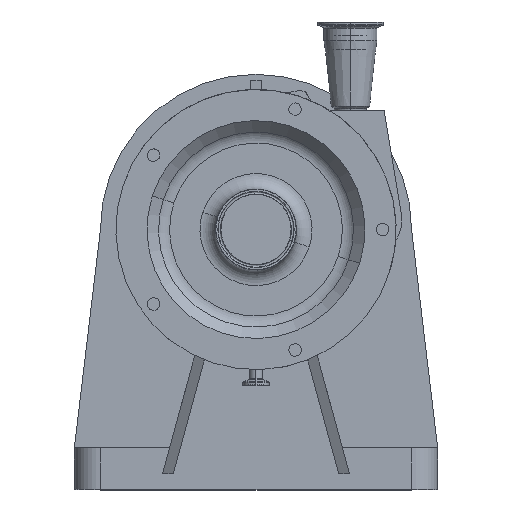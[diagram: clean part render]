
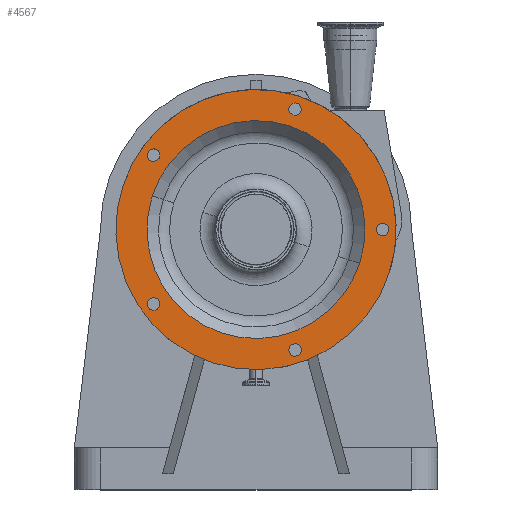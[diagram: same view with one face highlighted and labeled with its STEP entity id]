
A CAD part, top view. The second image highlights one B-rep face of the part: STEP entity #4567.
In plain terms, the highlighted planar face has unit normal (0, 0, 1).
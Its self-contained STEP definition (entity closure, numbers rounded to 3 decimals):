
#8 = EDGE_CURVE ( 'NONE', #4232, #4229, #191, .T. ) ;
#12 = EDGE_CURVE ( 'NONE', #4300, #4261, #227, .T. ) ;
#90 = EDGE_CURVE ( 'NONE', #4239, #4220, #411, .T. ) ;
#130 = EDGE_CURVE ( 'NONE', #4351, #4411, #317, .T. ) ;
#147 = EDGE_CURVE ( 'NONE', #4325, #4352, #293, .T. ) ;
#187 = AXIS2_PLACEMENT_3D ( 'NONE', #235, #189, #188 ) ;
#188 = DIRECTION ( 'NONE',  ( 0., -1., 0. ) ) ;
#189 = DIRECTION ( 'NONE',  ( 0., 0., 1. ) ) ;
#191 = CIRCLE ( 'NONE', #187, 6. ) ;
#195 = CARTESIAN_POINT ( 'NONE',  ( 37.7, -116.029, 284. ) ) ;
#210 = DIRECTION ( 'NONE',  ( 0., 0., 1. ) ) ;
#216 = DIRECTION ( 'NONE',  ( -0.951, -0.309, 0. ) ) ;
#217 = AXIS2_PLACEMENT_3D ( 'NONE', #195, #210, #216 ) ;
#227 = CIRCLE ( 'NONE', #217, 6. ) ;
#235 = CARTESIAN_POINT ( 'NONE',  ( 122., 0., 284. ) ) ;
#273 = DIRECTION ( 'NONE',  ( 0.951, -0.309, 0. ) ) ;
#277 = CARTESIAN_POINT ( 'NONE',  ( 37.7, 116.029, 284. ) ) ;
#279 = DIRECTION ( 'NONE',  ( 0., 0., 1. ) ) ;
#293 = CIRCLE ( 'NONE', #298, 6. ) ;
#298 = AXIS2_PLACEMENT_3D ( 'NONE', #277, #279, #273 ) ;
#308 = DIRECTION ( 'NONE',  ( 0.588, 0.809, 0. ) ) ;
#309 = DIRECTION ( 'NONE',  ( 0., 0., 1. ) ) ;
#310 = CARTESIAN_POINT ( 'NONE',  ( -98.7, 71.71, 284. ) ) ;
#311 = AXIS2_PLACEMENT_3D ( 'NONE', #310, #309, #308 ) ;
#317 = CIRCLE ( 'NONE', #311, 6. ) ;
#401 = DIRECTION ( 'NONE',  ( 0.951, -0.309, 0. ) ) ;
#402 = AXIS2_PLACEMENT_3D ( 'NONE', #407, #409, #401 ) ;
#407 = CARTESIAN_POINT ( 'NONE',  ( 0., 0., 284. ) ) ;
#409 = DIRECTION ( 'NONE',  ( 0., 0., 1. ) ) ;
#411 = CIRCLE ( 'NONE', #402, 105. ) ;
#444 = DIRECTION ( 'NONE',  ( 0., -1., 0. ) ) ;
#445 = DIRECTION ( 'NONE',  ( 0., 0., 1. ) ) ;
#446 = CARTESIAN_POINT ( 'NONE',  ( 122., 0., 284. ) ) ;
#447 = AXIS2_PLACEMENT_3D ( 'NONE', #446, #445, #444 ) ;
#450 = CIRCLE ( 'NONE', #447, 6. ) ;
#549 = CARTESIAN_POINT ( 'NONE',  ( 34.173, -111.175, 284. ) ) ;
#618 = CARTESIAN_POINT ( 'NONE',  ( -99.861, 32.447, 284. ) ) ;
#624 = DIRECTION ( 'NONE',  ( 0.951, -0.309, 0. ) ) ;
#625 = DIRECTION ( 'NONE',  ( 0., 0., 1. ) ) ;
#626 = CARTESIAN_POINT ( 'NONE',  ( 0., 0., 284. ) ) ;
#627 = AXIS2_PLACEMENT_3D ( 'NONE', #626, #625, #624 ) ;
#629 = CIRCLE ( 'NONE', #627, 105. ) ;
#642 = CARTESIAN_POINT ( 'NONE',  ( 99.861, -32.447, 284. ) ) ;
#649 = CARTESIAN_POINT ( 'NONE',  ( 127.706, 1.854, 284. ) ) ;
#655 = CARTESIAN_POINT ( 'NONE',  ( 116.294, -1.854, 284. ) ) ;
#694 = CARTESIAN_POINT ( 'NONE',  ( -95.173, -66.856, 284. ) ) ;
#723 = CARTESIAN_POINT ( 'NONE',  ( -128.393, 41.717, 284. ) ) ;
#727 = CARTESIAN_POINT ( 'NONE',  ( 41.227, -120.883, 284. ) ) ;
#733 = CIRCLE ( 'NONE', #857, 6. ) ;
#760 = CARTESIAN_POINT ( 'NONE',  ( 128.393, -41.717, 284. ) ) ;
#761 = DIRECTION ( 'NONE',  ( 0.951, -0.309, 0. ) ) ;
#762 = DIRECTION ( 'NONE',  ( 0., 0., 1. ) ) ;
#763 = CARTESIAN_POINT ( 'NONE',  ( 0., 0., 284. ) ) ;
#764 = AXIS2_PLACEMENT_3D ( 'NONE', #763, #762, #761 ) ;
#765 = CIRCLE ( 'NONE', #764, 135. ) ;
#783 = CARTESIAN_POINT ( 'NONE',  ( 37.7, 110.029, 284. ) ) ;
#787 = DIRECTION ( 'NONE',  ( -0.588, 0.809, 0. ) ) ;
#788 = DIRECTION ( 'NONE',  ( 0., 0., 1. ) ) ;
#789 = CARTESIAN_POINT ( 'NONE',  ( -104.406, 73.564, 284. ) ) ;
#791 = DIRECTION ( 'NONE',  ( -0.951, -0.309, 0. ) ) ;
#793 = CARTESIAN_POINT ( 'NONE',  ( -98.7, -71.71, 284. ) ) ;
#829 = CARTESIAN_POINT ( 'NONE',  ( -98.7, 71.71, 284. ) ) ;
#841 = CIRCLE ( 'NONE', #844, 6. ) ;
#844 = AXIS2_PLACEMENT_3D ( 'NONE', #793, #788, #787 ) ;
#845 = DIRECTION ( 'NONE',  ( 0., 0., 1. ) ) ;
#849 = CARTESIAN_POINT ( 'NONE',  ( 37.7, -116.029, 284. ) ) ;
#857 = AXIS2_PLACEMENT_3D ( 'NONE', #849, #845, #791 ) ;
#875 = CARTESIAN_POINT ( 'NONE',  ( -102.227, -76.564, 284. ) ) ;
#877 = DIRECTION ( 'NONE',  ( 0.588, 0.809, 0. ) ) ;
#878 = DIRECTION ( 'NONE',  ( 0., 0., 1. ) ) ;
#888 = AXIS2_PLACEMENT_3D ( 'NONE', #829, #878, #877 ) ;
#889 = CIRCLE ( 'NONE', #888, 6. ) ;
#899 = DIRECTION ( 'NONE',  ( 0.951, -0.309, 0. ) ) ;
#900 = DIRECTION ( 'NONE',  ( 0., 0., 1. ) ) ;
#901 = CARTESIAN_POINT ( 'NONE',  ( 37.7, 116.029, 284. ) ) ;
#902 = AXIS2_PLACEMENT_3D ( 'NONE', #901, #900, #899 ) ;
#903 = CIRCLE ( 'NONE', #902, 6. ) ;
#912 = CARTESIAN_POINT ( 'NONE',  ( 37.7, 122.029, 284. ) ) ;
#1041 = FACE_BOUND ( 'NONE', #4598, .T. ) ;
#1045 = FACE_BOUND ( 'NONE', #4570, .T. ) ;
#1048 = FACE_BOUND ( 'NONE', #4605, .T. ) ;
#1053 = FACE_OUTER_BOUND ( 'NONE', #4572, .T. ) ;
#1064 = FACE_BOUND ( 'NONE', #4631, .T. ) ;
#1073 = PLANE ( 'NONE',  #1086 ) ;
#1079 = DIRECTION ( 'NONE',  ( -0.951, 0.309, 0. ) ) ;
#1080 = DIRECTION ( 'NONE',  ( 0., 0., -1. ) ) ;
#1084 = CARTESIAN_POINT ( 'NONE',  ( 12.052, 37.091, 284. ) ) ;
#1086 = AXIS2_PLACEMENT_3D ( 'NONE', #1084, #1080, #1079 ) ;
#1208 = FACE_BOUND ( 'NONE', #4576, .T. ) ;
#1223 = FACE_BOUND ( 'NONE', #4568, .T. ) ;
#1290 = AXIS2_PLACEMENT_3D ( 'NONE', #1348, #1347, #1346 ) ;
#1302 = CIRCLE ( 'NONE', #1290, 135. ) ;
#1346 = DIRECTION ( 'NONE',  ( 0.951, -0.309, 0. ) ) ;
#1347 = DIRECTION ( 'NONE',  ( 0., 0., 1. ) ) ;
#1348 = CARTESIAN_POINT ( 'NONE',  ( 0., 0., 284. ) ) ;
#1402 = CARTESIAN_POINT ( 'NONE',  ( -92.994, 69.856, 284. ) ) ;
#4203 = EDGE_CURVE ( 'NONE', #4229, #4232, #450, .T. ) ;
#4220 = VERTEX_POINT ( 'NONE', #618 ) ;
#4229 = VERTEX_POINT ( 'NONE', #655 ) ;
#4232 = VERTEX_POINT ( 'NONE', #649 ) ;
#4239 = VERTEX_POINT ( 'NONE', #642 ) ;
#4240 = EDGE_CURVE ( 'NONE', #4220, #4239, #629, .T. ) ;
#4261 = VERTEX_POINT ( 'NONE', #549 ) ;
#4300 = VERTEX_POINT ( 'NONE', #727 ) ;
#4305 = EDGE_CURVE ( 'NONE', #4307, #4308, #765, .T. ) ;
#4307 = VERTEX_POINT ( 'NONE', #760 ) ;
#4308 = VERTEX_POINT ( 'NONE', #723 ) ;
#4325 = VERTEX_POINT ( 'NONE', #912 ) ;
#4327 = VERTEX_POINT ( 'NONE', #694 ) ;
#4330 = EDGE_CURVE ( 'NONE', #4352, #4325, #903, .T. ) ;
#4346 = EDGE_CURVE ( 'NONE', #4261, #4300, #733, .T. ) ;
#4347 = EDGE_CURVE ( 'NONE', #4327, #4369, #841, .T. ) ;
#4351 = VERTEX_POINT ( 'NONE', #789 ) ;
#4352 = VERTEX_POINT ( 'NONE', #783 ) ;
#4366 = EDGE_CURVE ( 'NONE', #4411, #4351, #889, .T. ) ;
#4369 = VERTEX_POINT ( 'NONE', #875 ) ;
#4411 = VERTEX_POINT ( 'NONE', #1402 ) ;
#4566 = ORIENTED_EDGE ( 'NONE', *, *, #4346, .F. ) ;
#4567 = ADVANCED_FACE ( 'NONE', ( #1223, #1208, #1041, #1045, #1048, #1053, #1064 ), #1073, .F. ) ;
#4568 = EDGE_LOOP ( 'NONE', ( #4596, #4595 ) ) ;
#4570 = EDGE_LOOP ( 'NONE', ( #4571, #4602 ) ) ;
#4571 = ORIENTED_EDGE ( 'NONE', *, *, #130, .F. ) ;
#4572 = EDGE_LOOP ( 'NONE', ( #4592, #4632 ) ) ;
#4574 = ORIENTED_EDGE ( 'NONE', *, *, #8137, .F. ) ;
#4576 = EDGE_LOOP ( 'NONE', ( #4585, #4566 ) ) ;
#4585 = ORIENTED_EDGE ( 'NONE', *, *, #12, .F. ) ;
#4591 = ORIENTED_EDGE ( 'NONE', *, *, #90, .F. ) ;
#4592 = ORIENTED_EDGE ( 'NONE', *, *, #4305, .T. ) ;
#4594 = ORIENTED_EDGE ( 'NONE', *, *, #4330, .F. ) ;
#4595 = ORIENTED_EDGE ( 'NONE', *, *, #4203, .F. ) ;
#4596 = ORIENTED_EDGE ( 'NONE', *, *, #8, .F. ) ;
#4598 = EDGE_LOOP ( 'NONE', ( #4574, #4603 ) ) ;
#4602 = ORIENTED_EDGE ( 'NONE', *, *, #4366, .F. ) ;
#4603 = ORIENTED_EDGE ( 'NONE', *, *, #4347, .F. ) ;
#4604 = ORIENTED_EDGE ( 'NONE', *, *, #147, .F. ) ;
#4605 = EDGE_LOOP ( 'NONE', ( #4604, #4594 ) ) ;
#4621 = EDGE_CURVE ( 'NONE', #4308, #4307, #1302, .T. ) ;
#4628 = ORIENTED_EDGE ( 'NONE', *, *, #4240, .F. ) ;
#4631 = EDGE_LOOP ( 'NONE', ( #4591, #4628 ) ) ;
#4632 = ORIENTED_EDGE ( 'NONE', *, *, #4621, .T. ) ;
#5513 = CIRCLE ( 'NONE', #5517, 6. ) ;
#5514 = DIRECTION ( 'NONE',  ( -0.588, 0.809, 0. ) ) ;
#5515 = DIRECTION ( 'NONE',  ( 0., 0., 1. ) ) ;
#5516 = CARTESIAN_POINT ( 'NONE',  ( -98.7, -71.71, 284. ) ) ;
#5517 = AXIS2_PLACEMENT_3D ( 'NONE', #5516, #5515, #5514 ) ;
#8137 = EDGE_CURVE ( 'NONE', #4369, #4327, #5513, .T. ) ;
